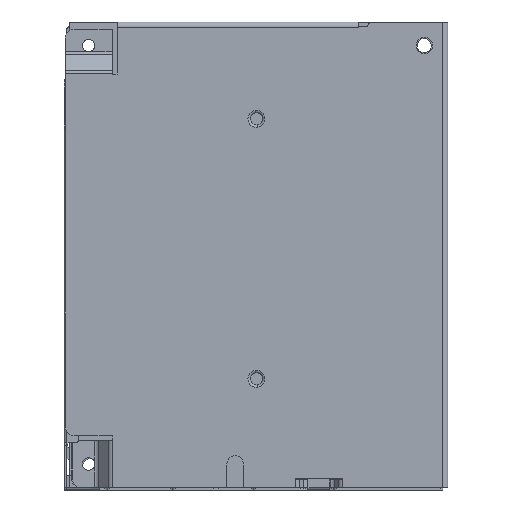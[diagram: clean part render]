
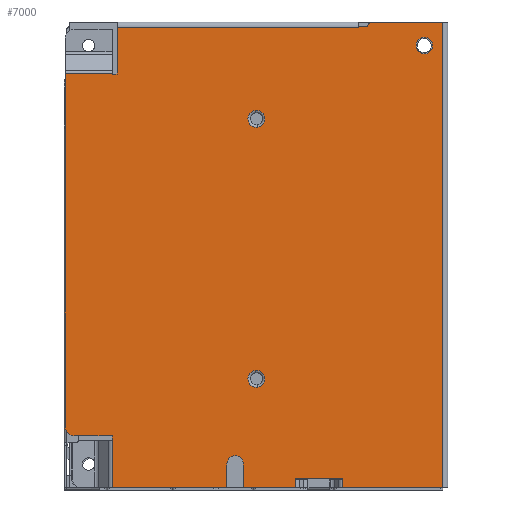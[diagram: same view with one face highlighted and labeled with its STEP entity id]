
A CAD part, front view. The second image highlights one B-rep face of the part: STEP entity #7000.
In plain terms, the highlighted planar face has unit normal (0, -1, 0).
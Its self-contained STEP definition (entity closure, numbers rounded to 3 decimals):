
#3910=CARTESIAN_POINT('',(-30.5,-1.,38.25));
#3920=VERTEX_POINT('',#3910);
#3950=CARTESIAN_POINT('',(-30.5,-1.,38.331));
#3960=DIRECTION('',(0.,0.,-1.));
#3970=VECTOR('',#3960,1.);
#3980=LINE('',#3950,#3970);
#3990=CARTESIAN_POINT('',(-30.5,-1.,38.331));
#4000=VERTEX_POINT('',#3990);
#4010=EDGE_CURVE('',#4000,#3920,#3980,.T.);
#4180=CARTESIAN_POINT('',(-30.5,-1.,38.331));
#4190=DIRECTION('',(-1.,0.,0.));
#4200=VECTOR('',#4190,1.);
#4210=LINE('',#4180,#4200);
#4220=CARTESIAN_POINT('',(-40.5,-1.,38.331));
#4230=VERTEX_POINT('',#4220);
#4240=EDGE_CURVE('',#4000,#4230,#4210,.T.);
#4450=CARTESIAN_POINT('',(0.,-1.,0.));
#4460=DIRECTION('',(0.,1.,0.));
#4470=DIRECTION('',(1.,0.,0.));
#4480=AXIS2_PLACEMENT_3D('',#4450,#4460,#4470);
#4490=PLANE('',#4480);
#4500=ORIENTED_EDGE('',*,*,#4010,.F.);
#4510=CARTESIAN_POINT('',(-30.5,-1.,38.25));
#4520=DIRECTION('',(1.,0.,0.));
#4530=VECTOR('',#4520,1.);
#4540=LINE('',#4510,#4530);
#4550=CARTESIAN_POINT('',(-29.5,-1.,38.25));
#4560=VERTEX_POINT('',#4550);
#4570=EDGE_CURVE('',#3920,#4560,#4540,.T.);
#4580=ORIENTED_EDGE('',*,*,#4570,.F.);
#4590=CARTESIAN_POINT('',(-29.5,-1.,38.25));
#4600=DIRECTION('',(0.,0.,1.));
#4610=VECTOR('',#4600,1.);
#4620=LINE('',#4590,#4610);
#4630=CARTESIAN_POINT('',(-29.5,-1.,48.15));
#4640=VERTEX_POINT('',#4630);
#4650=EDGE_CURVE('',#4560,#4640,#4620,.T.);
#4660=ORIENTED_EDGE('',*,*,#4650,.F.);
#4670=CARTESIAN_POINT('',(21.5,-1.,48.15));
#4680=DIRECTION('',(-1.,0.,0.));
#4690=VECTOR('',#4680,1.);
#4700=LINE('',#4670,#4690);
#4710=CARTESIAN_POINT('',(21.5,-1.,48.15));
#4720=VERTEX_POINT('',#4710);
#4730=EDGE_CURVE('',#4720,#4640,#4700,.T.);
#4740=ORIENTED_EDGE('',*,*,#4730,.T.);
#4750=CARTESIAN_POINT('',(21.5,-1.,48.25));
#4760=DIRECTION('',(0.,0.,-1.));
#4770=VECTOR('',#4760,1.);
#4780=LINE('',#4750,#4770);
#4790=CARTESIAN_POINT('',(21.5,-1.,48.25));
#4800=VERTEX_POINT('',#4790);
#4810=EDGE_CURVE('',#4800,#4720,#4780,.T.);
#4820=ORIENTED_EDGE('',*,*,#4810,.T.);
#4830=CARTESIAN_POINT('',(23.5,-1.,48.25));
#4840=DIRECTION('',(-1.,0.,0.));
#4850=VECTOR('',#4840,1.);
#4860=LINE('',#4830,#4850);
#4870=CARTESIAN_POINT('',(23.5,-1.,48.25));
#4880=VERTEX_POINT('',#4870);
#4890=EDGE_CURVE('',#4880,#4800,#4860,.T.);
#4900=ORIENTED_EDGE('',*,*,#4890,.T.);
#4910=CARTESIAN_POINT('',(24.5,-1.,48.25));
#4920=DIRECTION('',(0.,1.,0.));
#4930=DIRECTION('',(-1.,0.,0.));
#4940=AXIS2_PLACEMENT_3D('',#4910,#4920,#4930);
#4950=CIRCLE('',#4940,1.);
#4960=CARTESIAN_POINT('',(24.5,-1.,49.25));
#4970=VERTEX_POINT('',#4960);
#4980=EDGE_CURVE('',#4880,#4970,#4950,.T.);
#4990=ORIENTED_EDGE('',*,*,#4980,.F.);
#5000=CARTESIAN_POINT('',(39.4,-1.,49.25));
#5010=DIRECTION('',(-1.,0.,0.));
#5020=VECTOR('',#5010,1.);
#5030=LINE('',#5000,#5020);
#5040=CARTESIAN_POINT('',(39.4,-1.,49.25));
#5050=VERTEX_POINT('',#5040);
#5060=EDGE_CURVE('',#5050,#4970,#5030,.T.);
#5070=ORIENTED_EDGE('',*,*,#5060,.T.);
#5080=CARTESIAN_POINT('',(39.4,-1.,-49.25));
#5090=DIRECTION('',(0.,0.,1.));
#5100=VECTOR('',#5090,1.);
#5110=LINE('',#5080,#5100);
#5120=CARTESIAN_POINT('',(39.4,-1.,-49.25));
#5130=VERTEX_POINT('',#5120);
#5140=EDGE_CURVE('',#5130,#5050,#5110,.T.);
#5150=ORIENTED_EDGE('',*,*,#5140,.T.);
#5160=CARTESIAN_POINT('',(18.25,-1.,-49.25));
#5170=DIRECTION('',(1.,0.,0.));
#5180=VECTOR('',#5170,1.);
#5190=LINE('',#5160,#5180);
#5200=CARTESIAN_POINT('',(18.25,-1.,-49.25));
#5210=VERTEX_POINT('',#5200);
#5220=EDGE_CURVE('',#5210,#5130,#5190,.T.);
#5230=ORIENTED_EDGE('',*,*,#5220,.T.);
#5240=CARTESIAN_POINT('',(18.25,-1.,-47.45));
#5250=DIRECTION('',(0.,0.,-1.));
#5260=VECTOR('',#5250,1.);
#5270=LINE('',#5240,#5260);
#5280=CARTESIAN_POINT('',(18.25,-1.,-47.45));
#5290=VERTEX_POINT('',#5280);
#5300=EDGE_CURVE('',#5290,#5210,#5270,.T.);
#5310=ORIENTED_EDGE('',*,*,#5300,.T.);
#5320=CARTESIAN_POINT('',(18.25,-1.,-47.25));
#5330=DIRECTION('',(0.,0.,-1.));
#5340=VECTOR('',#5330,1.);
#5350=LINE('',#5320,#5340);
#5360=CARTESIAN_POINT('',(18.25,-1.,-47.25));
#5370=VERTEX_POINT('',#5360);
#5380=EDGE_CURVE('',#5370,#5290,#5350,.T.);
#5390=ORIENTED_EDGE('',*,*,#5380,.T.);
#5400=CARTESIAN_POINT('',(8.25,-1.,-47.25));
#5410=DIRECTION('',(1.,0.,0.));
#5420=VECTOR('',#5410,1.);
#5430=LINE('',#5400,#5420);
#5440=CARTESIAN_POINT('',(8.25,-1.,-47.25));
#5450=VERTEX_POINT('',#5440);
#5460=EDGE_CURVE('',#5450,#5370,#5430,.T.);
#5470=ORIENTED_EDGE('',*,*,#5460,.T.);
#5480=CARTESIAN_POINT('',(8.25,-1.,-47.25));
#5490=DIRECTION('',(0.,0.,-1.));
#5500=VECTOR('',#5490,1.);
#5510=LINE('',#5480,#5500);
#5520=CARTESIAN_POINT('',(8.25,-1.,-47.45));
#5530=VERTEX_POINT('',#5520);
#5540=EDGE_CURVE('',#5450,#5530,#5510,.T.);
#5550=ORIENTED_EDGE('',*,*,#5540,.F.);
#5560=CARTESIAN_POINT('',(8.25,-1.,-49.25));
#5570=DIRECTION('',(0.,0.,1.));
#5580=VECTOR('',#5570,1.);
#5590=LINE('',#5560,#5580);
#5600=CARTESIAN_POINT('',(8.25,-1.,-49.25));
#5610=VERTEX_POINT('',#5600);
#5620=EDGE_CURVE('',#5610,#5530,#5590,.T.);
#5630=ORIENTED_EDGE('',*,*,#5620,.T.);
#5640=CARTESIAN_POINT('',(-2.75,-1.,-49.25));
#5650=DIRECTION('',(1.,0.,0.));
#5660=VECTOR('',#5650,1.);
#5670=LINE('',#5640,#5660);
#5680=CARTESIAN_POINT('',(-2.75,-1.,-49.25));
#5690=VERTEX_POINT('',#5680);
#5700=EDGE_CURVE('',#5690,#5610,#5670,.T.);
#5710=ORIENTED_EDGE('',*,*,#5700,.T.);
#5720=CARTESIAN_POINT('',(-2.75,-1.,-44.25));
#5730=DIRECTION('',(0.,0.,-1.));
#5740=VECTOR('',#5730,1.);
#5750=LINE('',#5720,#5740);
#5760=CARTESIAN_POINT('',(-2.75,-1.,-44.25));
#5770=VERTEX_POINT('',#5760);
#5780=EDGE_CURVE('',#5770,#5690,#5750,.T.);
#5790=ORIENTED_EDGE('',*,*,#5780,.T.);
#5800=CARTESIAN_POINT('',(-4.5,-1.,-44.25));
#5810=DIRECTION('',(0.,-1.,0.));
#5820=DIRECTION('',(1.,0.,0.));
#5830=AXIS2_PLACEMENT_3D('',#5800,#5810,#5820);
#5840=CIRCLE('',#5830,1.75);
#5850=CARTESIAN_POINT('',(-6.25,-1.,-44.25));
#5860=VERTEX_POINT('',#5850);
#5870=EDGE_CURVE('',#5770,#5860,#5840,.T.);
#5880=ORIENTED_EDGE('',*,*,#5870,.F.);
#5890=CARTESIAN_POINT('',(-6.25,-1.,-44.25));
#5900=DIRECTION('',(0.,0.,-1.));
#5910=VECTOR('',#5900,1.);
#5920=LINE('',#5890,#5910);
#5930=CARTESIAN_POINT('',(-6.25,-1.,-49.25));
#5940=VERTEX_POINT('',#5930);
#5950=EDGE_CURVE('',#5860,#5940,#5920,.T.);
#5960=ORIENTED_EDGE('',*,*,#5950,.F.);
#5970=CARTESIAN_POINT('',(-30.5,-1.,-49.25));
#5980=DIRECTION('',(1.,0.,0.));
#5990=VECTOR('',#5980,1.);
#6000=LINE('',#5970,#5990);
#6010=CARTESIAN_POINT('',(-30.5,-1.,-49.25));
#6020=VERTEX_POINT('',#6010);
#6030=EDGE_CURVE('',#6020,#5940,#6000,.T.);
#6040=ORIENTED_EDGE('',*,*,#6030,.T.);
#6050=CARTESIAN_POINT('',(-30.5,-1.,-39.25));
#6060=DIRECTION('',(0.,0.,-1.));
#6070=VECTOR('',#6060,1.);
#6080=LINE('',#6050,#6070);
#6090=CARTESIAN_POINT('',(-30.5,-1.,-39.25));
#6100=VERTEX_POINT('',#6090);
#6110=EDGE_CURVE('',#6100,#6020,#6080,.T.);
#6120=ORIENTED_EDGE('',*,*,#6110,.T.);
#6130=CARTESIAN_POINT('',(-30.5,-1.,-39.25));
#6140=DIRECTION('',(0.,0.,1.));
#6150=VECTOR('',#6140,1.);
#6160=LINE('',#6130,#6150);
#6170=CARTESIAN_POINT('',(-30.5,-1.,-38.25));
#6180=VERTEX_POINT('',#6170);
#6190=EDGE_CURVE('',#6100,#6180,#6160,.T.);
#6200=ORIENTED_EDGE('',*,*,#6190,.F.);
#6210=CARTESIAN_POINT('',(-30.5,-1.,-38.25));
#6220=DIRECTION('',(-1.,0.,0.));
#6230=VECTOR('',#6220,1.);
#6240=LINE('',#6210,#6230);
#6250=CARTESIAN_POINT('',(-38.5,-1.,-38.25));
#6260=VERTEX_POINT('',#6250);
#6270=EDGE_CURVE('',#6180,#6260,#6240,.T.);
#6280=ORIENTED_EDGE('',*,*,#6270,.F.);
#6290=CARTESIAN_POINT('',(-38.5,-1.,-36.25));
#6300=DIRECTION('',(0.,1.,0.));
#6310=DIRECTION('',(0.,0.,-1.));
#6320=AXIS2_PLACEMENT_3D('',#6290,#6300,#6310);
#6330=CIRCLE('',#6320,2.);
#6340=CARTESIAN_POINT('',(-40.5,-1.,-36.25));
#6350=VERTEX_POINT('',#6340);
#6360=EDGE_CURVE('',#6260,#6350,#6330,.T.);
#6370=ORIENTED_EDGE('',*,*,#6360,.F.);
#6380=CARTESIAN_POINT('',(-40.5,-1.,38.331));
#6390=DIRECTION('',(0.,0.,-1.));
#6400=VECTOR('',#6390,1.);
#6410=LINE('',#6380,#6400);
#6420=EDGE_CURVE('',#4230,#6350,#6410,.T.);
#6430=ORIENTED_EDGE('',*,*,#6420,.T.);
#6440=ORIENTED_EDGE('',*,*,#4240,.T.);
#6450=EDGE_LOOP('',(#6440,#6430,#6370,#6280,#6200,#6120,#6040,#5960,
#5880,#5790,#5710,#5630,#5550,#5470,#5390,#5310,#5230,#5150,#5070,#4990,
#4900,#4820,#4740,#4660,#4580,#4500));
#6460=FACE_OUTER_BOUND('',#6450,.T.);
#6470=CARTESIAN_POINT('',(0.,-1.,-26.25));
#6480=DIRECTION('',(-0.,-1.,-0.));
#6490=DIRECTION('',(-1.,0.,0.));
#6500=AXIS2_PLACEMENT_3D('',#6470,#6480,#6490);
#6510=CIRCLE('',#6500,1.8);
#6520=CARTESIAN_POINT('',(1.8,-1.,-26.25));
#6530=VERTEX_POINT('',#6520);
#6540=CARTESIAN_POINT('',(-0.306,-1.,-24.476));
#6550=VERTEX_POINT('',#6540);
#6560=EDGE_CURVE('',#6530,#6550,#6510,.T.);
#6570=ORIENTED_EDGE('',*,*,#6560,.F.);
#6580=CARTESIAN_POINT('',(0.306,-1.,-28.024));
#6590=VERTEX_POINT('',#6580);
#6600=EDGE_CURVE('',#6550,#6590,#6510,.T.);
#6610=ORIENTED_EDGE('',*,*,#6600,.F.);
#6620=EDGE_CURVE('',#6590,#6530,#6510,.T.);
#6630=ORIENTED_EDGE('',*,*,#6620,.F.);
#6640=EDGE_LOOP('',(#6630,#6610,#6570));
#6650=FACE_BOUND('',#6640,.T.);
#6660=CARTESIAN_POINT('',(0.,-1.,28.75));
#6670=DIRECTION('',(0.,-1.,0.));
#6680=DIRECTION('',(1.,0.,0.));
#6690=AXIS2_PLACEMENT_3D('',#6660,#6670,#6680);
#6700=CIRCLE('',#6690,1.8);
#6710=CARTESIAN_POINT('',(-1.8,-1.,28.75));
#6720=VERTEX_POINT('',#6710);
#6730=CARTESIAN_POINT('',(0.306,-1.,26.976));
#6740=VERTEX_POINT('',#6730);
#6750=EDGE_CURVE('',#6720,#6740,#6700,.T.);
#6760=ORIENTED_EDGE('',*,*,#6750,.F.);
#6770=CARTESIAN_POINT('',(-0.306,-1.,30.524));
#6780=VERTEX_POINT('',#6770);
#6790=EDGE_CURVE('',#6740,#6780,#6700,.T.);
#6800=ORIENTED_EDGE('',*,*,#6790,.F.);
#6810=EDGE_CURVE('',#6780,#6720,#6700,.T.);
#6820=ORIENTED_EDGE('',*,*,#6810,.F.);
#6830=EDGE_LOOP('',(#6820,#6800,#6760));
#6840=FACE_BOUND('',#6830,.T.);
#6850=CARTESIAN_POINT('',(35.5,-1.,44.25));
#6860=DIRECTION('',(0.,-1.,0.));
#6870=DIRECTION('',(1.,0.,0.));
#6880=AXIS2_PLACEMENT_3D('',#6850,#6860,#6870);
#6890=CIRCLE('',#6880,1.75);
#6900=CARTESIAN_POINT('',(33.75,-1.,44.25));
#6910=VERTEX_POINT('',#6900);
#6920=CARTESIAN_POINT('',(37.25,-1.,44.25));
#6930=VERTEX_POINT('',#6920);
#6940=EDGE_CURVE('',#6910,#6930,#6890,.T.);
#6950=ORIENTED_EDGE('',*,*,#6940,.F.);
#6960=EDGE_CURVE('',#6930,#6910,#6890,.T.);
#6970=ORIENTED_EDGE('',*,*,#6960,.F.);
#6980=EDGE_LOOP('',(#6970,#6950));
#6990=FACE_BOUND('',#6980,.T.);
#7000=ADVANCED_FACE('',(#6460,#6650,#6840,#6990),#4490,.F.);
